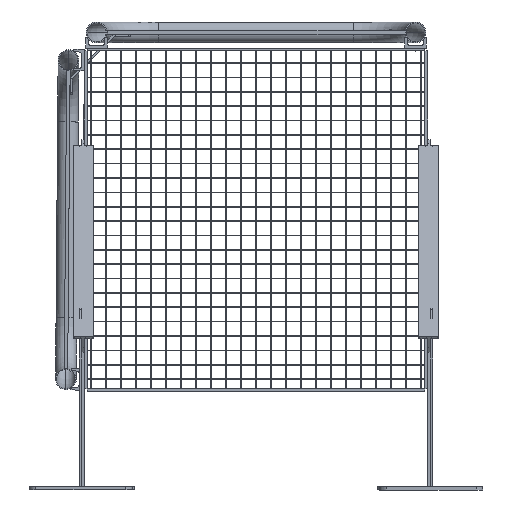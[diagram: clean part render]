
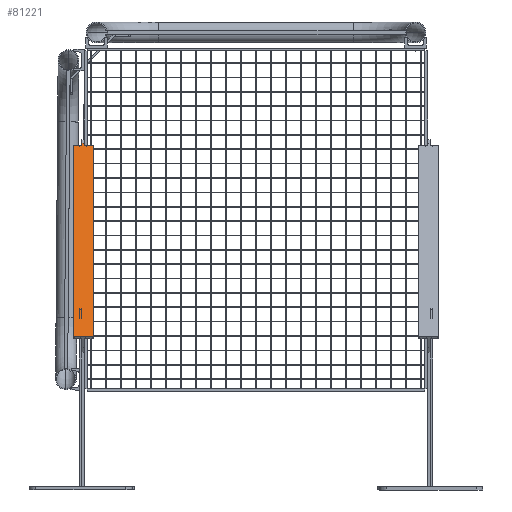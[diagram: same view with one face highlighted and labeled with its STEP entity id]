
A CAD part, front view. The second image highlights one B-rep face of the part: STEP entity #81221.
In plain terms, the highlighted planar face has unit normal (0, -0.599, 0.801).
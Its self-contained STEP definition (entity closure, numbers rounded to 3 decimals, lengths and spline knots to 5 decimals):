
#136 = CARTESIAN_POINT ( 'NONE',  ( -0.3955, -0.08578, 0.17538 ) ) ;
#388 = ORIENTED_EDGE ( 'NONE', *, *, #38681, .T. ) ;
#824 = VECTOR ( 'NONE', #22826, 1. ) ;
#971 = LINE ( 'NONE', #64374, #54391 ) ;
#1571 = LINE ( 'NONE', #72779, #5455 ) ;
#1949 = VERTEX_POINT ( 'NONE', #24234 ) ;
#4327 = LINE ( 'NONE', #67743, #85095 ) ;
#5455 = VECTOR ( 'NONE', #9893, 1. ) ;
#6642 = VECTOR ( 'NONE', #19334, 1. ) ;
#6942 = EDGE_CURVE ( 'NONE', #1949, #69992, #31965, .T. ) ;
#9893 = DIRECTION ( 'NONE',  ( 0., 0.801, 0.599 ) ) ;
#10047 = CARTESIAN_POINT ( 'NONE',  ( -0.4105, -0.08939, 0.17268 ) ) ;
#12243 = EDGE_CURVE ( 'NONE', #18554, #56144, #35458, .T. ) ;
#12848 = LINE ( 'NONE', #35749, #43678 ) ;
#13330 = CARTESIAN_POINT ( 'NONE',  ( -0.406, -0.73039, -0.3066 ) ) ;
#13846 = PLANE ( 'NONE',  #75723 ) ;
#14634 = CARTESIAN_POINT ( 'NONE',  ( -0.4265, -0.68538, -0.27295 ) ) ;
#16679 = EDGE_CURVE ( 'NONE', #90181, #97833, #12848, .T. ) ;
#18301 = CARTESIAN_POINT ( 'NONE',  ( -0.406, -0.68538, -0.27295 ) ) ;
#18554 = VERTEX_POINT ( 'NONE', #57370 ) ;
#19334 = DIRECTION ( 'NONE',  ( -1., 0., 0. ) ) ;
#20271 = CARTESIAN_POINT ( 'NONE',  ( -0.406, -0.08578, 0.17538 ) ) ;
#21187 = VERTEX_POINT ( 'NONE', #43156 ) ;
#22826 = DIRECTION ( 'NONE',  ( 0., 0.801, 0.599 ) ) ;
#24062 = DIRECTION ( 'NONE',  ( 0., 0.599, -0.801 ) ) ;
#24234 = CARTESIAN_POINT ( 'NONE',  ( -0.3795, -0.08939, 0.17268 ) ) ;
#24845 = AXIS2_PLACEMENT_3D ( 'NONE', #136, #24062, #54721 ) ;
#31041 = DIRECTION ( 'NONE',  ( 0., -0.801, -0.599 ) ) ;
#31965 = LINE ( 'NONE', #46542, #69211 ) ;
#33006 = VECTOR ( 'NONE', #50343, 1. ) ;
#33721 = CARTESIAN_POINT ( 'NONE',  ( -0.4, -0.73039, -0.3066 ) ) ;
#35458 = LINE ( 'NONE', #18301, #6642 ) ;
#35706 = EDGE_CURVE ( 'NONE', #90181, #50553, #45958, .T. ) ;
#35749 = CARTESIAN_POINT ( 'NONE',  ( -0.406, -0.73039, -0.3066 ) ) ;
#37754 = FACE_OUTER_BOUND ( 'NONE', #50850, .T. ) ;
#38681 = EDGE_CURVE ( 'NONE', #69992, #68070, #72994, .T. ) ;
#43156 = CARTESIAN_POINT ( 'NONE',  ( -0.4265, -0.08939, 0.17268 ) ) ;
#43678 = VECTOR ( 'NONE', #100163, 1. ) ;
#45958 = CIRCLE ( 'NONE', #89101, 0.0045 ) ;
#46542 = CARTESIAN_POINT ( 'NONE',  ( -0.3795, -0.08939, 0.17268 ) ) ;
#47240 = EDGE_CURVE ( 'NONE', #97833, #60266, #971, .T. ) ;
#48330 = ORIENTED_EDGE ( 'NONE', *, *, #56354, .T. ) ;
#48373 = EDGE_CURVE ( 'NONE', #68070, #60266, #56601, .T. ) ;
#50343 = DIRECTION ( 'NONE',  ( 0., 0.801, 0.599 ) ) ;
#50553 = VERTEX_POINT ( 'NONE', #10047 ) ;
#50850 = EDGE_LOOP ( 'NONE', ( #71557, #48330, #65403, #388, #91592, #91390, #82576, #92518, #52966, #68102 ) ) ;
#52966 = ORIENTED_EDGE ( 'NONE', *, *, #101175, .F. ) ;
#54391 = VECTOR ( 'NONE', #73717, 1. ) ;
#54721 = DIRECTION ( 'NONE',  ( 0., -0.801, -0.599 ) ) ;
#55037 = CARTESIAN_POINT ( 'NONE',  ( -0.4265, -0.73039, -0.3066 ) ) ;
#55358 = DIRECTION ( 'NONE',  ( -1., 0., 0. ) ) ;
#56144 = VERTEX_POINT ( 'NONE', #14634 ) ;
#56354 = EDGE_CURVE ( 'NONE', #18554, #1949, #1571, .T. ) ;
#56601 = LINE ( 'NONE', #33721, #33006 ) ;
#57370 = CARTESIAN_POINT ( 'NONE',  ( -0.3795, -0.68538, -0.27295 ) ) ;
#58735 = CARTESIAN_POINT ( 'NONE',  ( -0.4, -0.08138, 0.17867 ) ) ;
#60266 = VERTEX_POINT ( 'NONE', #58735 ) ;
#62338 = LINE ( 'NONE', #55037, #824 ) ;
#64311 = CARTESIAN_POINT ( 'NONE',  ( -0.3955, -0.08939, 0.17268 ) ) ;
#64374 = CARTESIAN_POINT ( 'NONE',  ( -0.406, -0.08138, 0.17867 ) ) ;
#65403 = ORIENTED_EDGE ( 'NONE', *, *, #6942, .T. ) ;
#67743 = CARTESIAN_POINT ( 'NONE',  ( -0.4265, -0.08939, 0.17268 ) ) ;
#68070 = VERTEX_POINT ( 'NONE', #98343 ) ;
#68102 = ORIENTED_EDGE ( 'NONE', *, *, #89138, .F. ) ;
#69211 = VECTOR ( 'NONE', #55358, 1. ) ;
#69992 = VERTEX_POINT ( 'NONE', #64311 ) ;
#71557 = ORIENTED_EDGE ( 'NONE', *, *, #12243, .F. ) ;
#72565 = DIRECTION ( 'NONE',  ( 0., 0.599, -0.801 ) ) ;
#72779 = CARTESIAN_POINT ( 'NONE',  ( -0.3795, -0.73039, -0.3066 ) ) ;
#72994 = CIRCLE ( 'NONE', #24845, 0.0045 ) ;
#73717 = DIRECTION ( 'NONE',  ( 1., 0., 0. ) ) ;
#75712 = DIRECTION ( 'NONE',  ( 0., -0.801, -0.599 ) ) ;
#75723 = AXIS2_PLACEMENT_3D ( 'NONE', #13330, #77252, #75712 ) ;
#77252 = DIRECTION ( 'NONE',  ( 0., 0.599, -0.801 ) ) ;
#79849 = CARTESIAN_POINT ( 'NONE',  ( -0.4105, -0.08578, 0.17538 ) ) ;
#81221 = ADVANCED_FACE ( 'NONE', ( #37754 ), #13846, .F. ) ;
#82576 = ORIENTED_EDGE ( 'NONE', *, *, #16679, .F. ) ;
#83521 = CARTESIAN_POINT ( 'NONE',  ( -0.406, -0.08138, 0.17867 ) ) ;
#85095 = VECTOR ( 'NONE', #91628, 1. ) ;
#89101 = AXIS2_PLACEMENT_3D ( 'NONE', #79849, #72565, #31041 ) ;
#89138 = EDGE_CURVE ( 'NONE', #56144, #21187, #62338, .T. ) ;
#90181 = VERTEX_POINT ( 'NONE', #20271 ) ;
#91390 = ORIENTED_EDGE ( 'NONE', *, *, #47240, .F. ) ;
#91592 = ORIENTED_EDGE ( 'NONE', *, *, #48373, .T. ) ;
#91628 = DIRECTION ( 'NONE',  ( 1., 0., 0. ) ) ;
#92518 = ORIENTED_EDGE ( 'NONE', *, *, #35706, .T. ) ;
#97833 = VERTEX_POINT ( 'NONE', #83521 ) ;
#98343 = CARTESIAN_POINT ( 'NONE',  ( -0.4, -0.08578, 0.17538 ) ) ;
#100163 = DIRECTION ( 'NONE',  ( 0., 0.801, 0.599 ) ) ;
#101175 = EDGE_CURVE ( 'NONE', #21187, #50553, #4327, .T. ) ;
